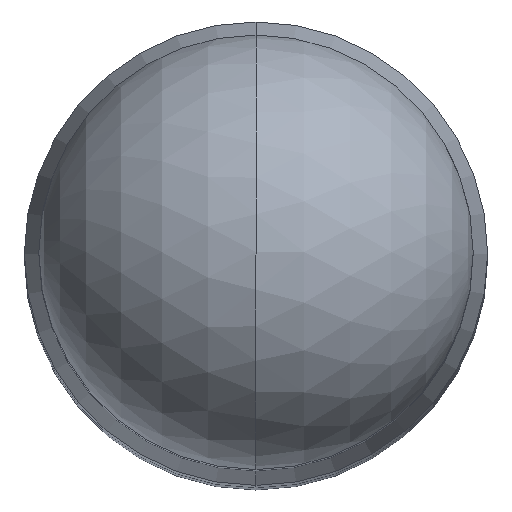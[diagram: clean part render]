
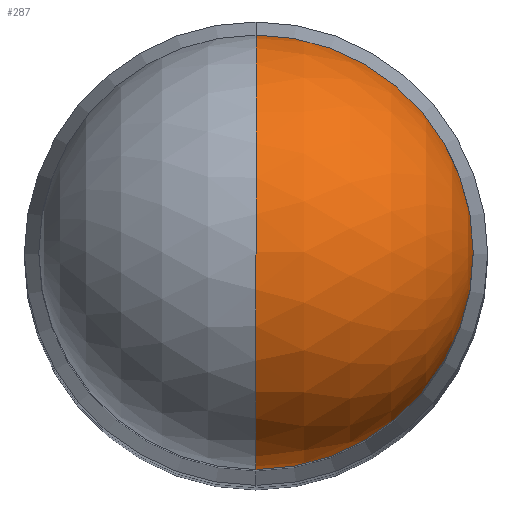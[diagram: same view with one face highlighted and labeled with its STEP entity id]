
A CAD part, top view. The second image highlights one B-rep face of the part: STEP entity #287.
In plain terms, the highlighted spherical face has radius 2.977 mm.
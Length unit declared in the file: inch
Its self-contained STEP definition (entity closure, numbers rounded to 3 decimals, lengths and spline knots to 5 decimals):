
#20 = DIRECTION ( 'NONE',  ( -1., 0., 0. ) ) ;
#76 = CARTESIAN_POINT ( 'NONE',  ( 0., -0.1172, -0.1172 ) ) ;
#80 = ORIENTED_EDGE ( 'NONE', *, *, #851, .F. ) ;
#106 = CARTESIAN_POINT ( 'NONE',  ( 0., 0., -0.1172 ) ) ;
#119 = DIRECTION ( 'NONE',  ( 0., 0., 1. ) ) ;
#130 = EDGE_LOOP ( 'NONE', ( #80, #309, #675, #968 ) ) ;
#142 = EDGE_CURVE ( 'NONE', #303, #236, #511, .T. ) ;
#173 = AXIS2_PLACEMENT_3D ( 'NONE', #805, #809, #550 ) ;
#195 = DIRECTION ( 'NONE',  ( 1., 0., 0. ) ) ;
#236 = VERTEX_POINT ( 'NONE', #468 ) ;
#287 = ADVANCED_FACE ( 'NONE', ( #982 ), #395, .T. ) ;
#303 = VERTEX_POINT ( 'NONE', #974 ) ;
#306 = DIRECTION ( 'NONE',  ( 1., 0., 0. ) ) ;
#309 = ORIENTED_EDGE ( 'NONE', *, *, #683, .T. ) ;
#395 = SPHERICAL_SURFACE ( 'NONE', #173, 0.1172 ) ;
#404 = AXIS2_PLACEMENT_3D ( 'NONE', #626, #306, #887 ) ;
#430 = VERTEX_POINT ( 'NONE', #76 ) ;
#439 = CIRCLE ( 'NONE', #479, 0.1172 ) ;
#468 = CARTESIAN_POINT ( 'NONE',  ( 0., 0.1172, -0.1172 ) ) ;
#479 = AXIS2_PLACEMENT_3D ( 'NONE', #686, #750, #1106 ) ;
#497 = CIRCLE ( 'NONE', #1017, 0.1172 ) ;
#504 = VERTEX_POINT ( 'NONE', #520 ) ;
#511 = CIRCLE ( 'NONE', #900, 0.1172 ) ;
#520 = CARTESIAN_POINT ( 'NONE',  ( 0., 0., 0. ) ) ;
#550 = DIRECTION ( 'NONE',  ( 0., 1., 0. ) ) ;
#613 = DIRECTION ( 'NONE',  ( 0., -1., 0. ) ) ;
#626 = CARTESIAN_POINT ( 'NONE',  ( 0., 0., -0.1172 ) ) ;
#675 = ORIENTED_EDGE ( 'NONE', *, *, #1095, .T. ) ;
#683 = EDGE_CURVE ( 'NONE', #504, #430, #1054, .T. ) ;
#686 = CARTESIAN_POINT ( 'NONE',  ( 0., 0., -0.1172 ) ) ;
#750 = DIRECTION ( 'NONE',  ( 0., 0., 1. ) ) ;
#785 = CARTESIAN_POINT ( 'NONE',  ( 0., 0., -0.1172 ) ) ;
#805 = CARTESIAN_POINT ( 'NONE',  ( 0., 0., -0.1172 ) ) ;
#809 = DIRECTION ( 'NONE',  ( 1., 0., 0. ) ) ;
#851 = EDGE_CURVE ( 'NONE', #504, #236, #497, .T. ) ;
#887 = DIRECTION ( 'NONE',  ( 0., 1., 0. ) ) ;
#900 = AXIS2_PLACEMENT_3D ( 'NONE', #106, #119, #195 ) ;
#968 = ORIENTED_EDGE ( 'NONE', *, *, #142, .T. ) ;
#974 = CARTESIAN_POINT ( 'NONE',  ( 0.1172, 0., -0.1172 ) ) ;
#982 = FACE_OUTER_BOUND ( 'NONE', #130, .T. ) ;
#1017 = AXIS2_PLACEMENT_3D ( 'NONE', #785, #20, #613 ) ;
#1054 = CIRCLE ( 'NONE', #404, 0.1172 ) ;
#1095 = EDGE_CURVE ( 'NONE', #430, #303, #439, .T. ) ;
#1106 = DIRECTION ( 'NONE',  ( 1., 0., 0. ) ) ;
